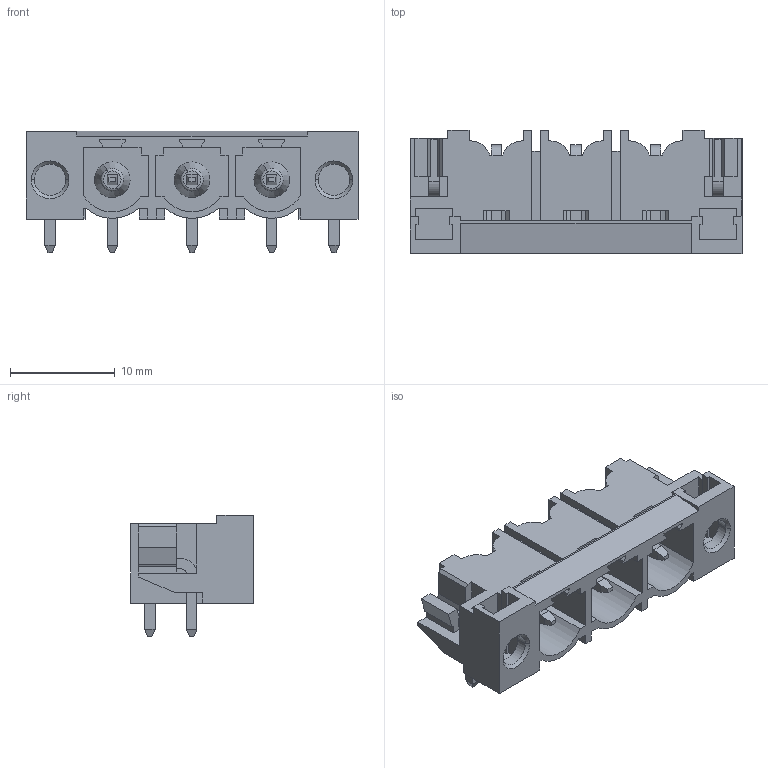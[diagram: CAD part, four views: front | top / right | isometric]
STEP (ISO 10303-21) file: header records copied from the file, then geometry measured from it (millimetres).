
FILE_DESCRIPTION(('CATIA V5 STEP Exchange','CAx-IF Rec.Pracs.--- Model Styling and Organization---1.2---2011-12-15'),'2;1');
FILE_NAME ('D1448496_0_1095930000_1095930000.stp','2018-11-15T11:02:56+00:00',('none'),('Weidmueller'),'CATIA Version 5-6 Release 2014','CATIA V5 STEP AP214','none');
FILE_SCHEMA(('AUTOMOTIVE_DESIGN { 1 0 10303 214 1 1 1 1 }'));
Length unit declared in the file: millimetre
Products named in the file (1): 1095930000
Bounding box: 31.72 x 11.75 x 11.6 mm (x, y, z)
Volume: 1312.2 mm3; surface area: 2839.2 mm2
Topology: 6 solids, 6 shells, 351 faces, 981 edges, 642 vertices
Faces by surface type: plane 297, cylinder 38, cone 10, torus 6
Entity records: 10163 total; most frequent: ORIENTED_EDGE 1962, CARTESIAN_POINT 1837, DIRECTION 1311, EDGE_CURVE 971, VECTOR 835, LINE 835, VERTEX_POINT 614, EDGE_LOOP 371
